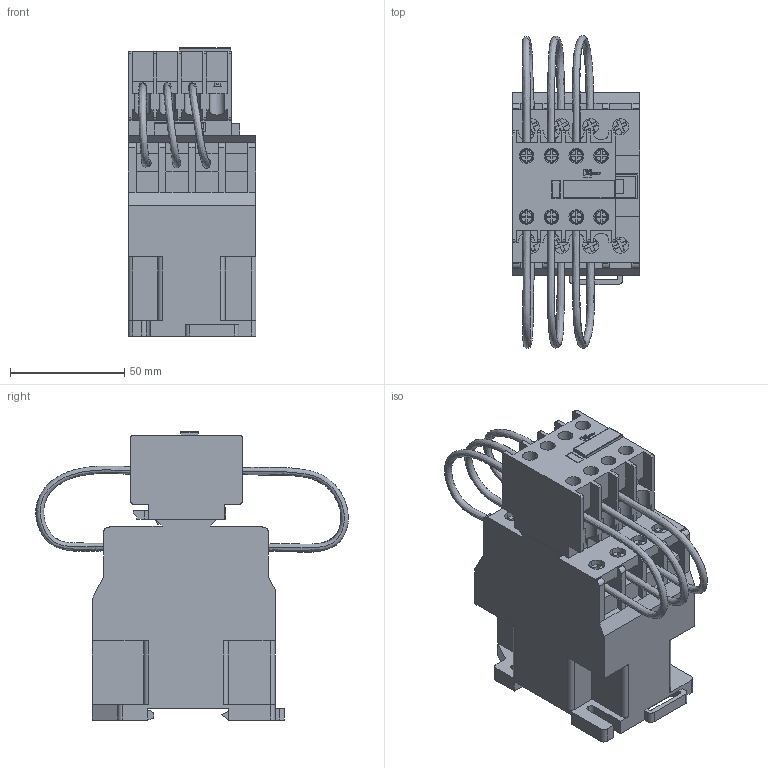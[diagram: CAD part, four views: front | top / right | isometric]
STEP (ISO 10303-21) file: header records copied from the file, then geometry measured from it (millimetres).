
FILE_DESCRIPTION (( 'STEP AP203' ), '1' );
FILE_NAME ('Êîíòàêòîð ÊÌÝÊ 16ÊÂàð 230Â 2NO+1NC (ctrk-s-32-16-230).STEP', '2018-11-02T11:54:14', ( '' ), ( '' ), 'SwSTEP 2.0', 'SolidWorks 2017', '' );
FILE_SCHEMA (( 'CONFIG_CONTROL_DESIGN' ));
Length unit declared in the file: millimetre
Products named in the file (4): Ïðèñòàâêà êîíòàêòîðíàÿ ÏÊÝ-04; ﾊﾌﾝ-2510, 2501; 砎鍒鍱膻膱 1; Êîíòàêòîð ÊÌÝÊ 16ÊÂàð 230Â 2NO+1NC (ctrk-s-32-16-230)
Assembly tree (3 placements, depth 2):
  Êîíòàêòîð ÊÌÝÊ 16ÊÂàð 230Â 2NO+1NC (ctrk-s-32-16-230)
    ﾊﾌﾝ-2510, 2501
    Ïðèñòàâêà êîíòàêòîðíàÿ ÏÊÝ-04
    砎鍒鍱膻膱 1
Bounding box: 56 x 136.93 x 126.2 mm (x, y, z)
Volume: 372978.5 mm3; surface area: 72757 mm2
Topology: 9 solids, 9 shells, 950 faces, 2652 edges, 1751 vertices
Faces by surface type: plane 762, cylinder 126, torus 32, bspline 30
Entity records: 33790 total; most frequent: CARTESIAN_POINT 8923, ORIENTED_EDGE 5304, DIRECTION 4754, EDGE_CURVE 2652, LINE 2150, VECTOR 2150, VERTEX_POINT 1751, AXIS2_PLACEMENT_3D 1302
